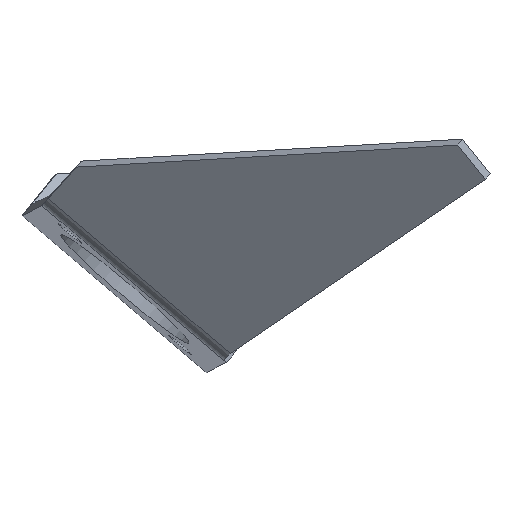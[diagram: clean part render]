
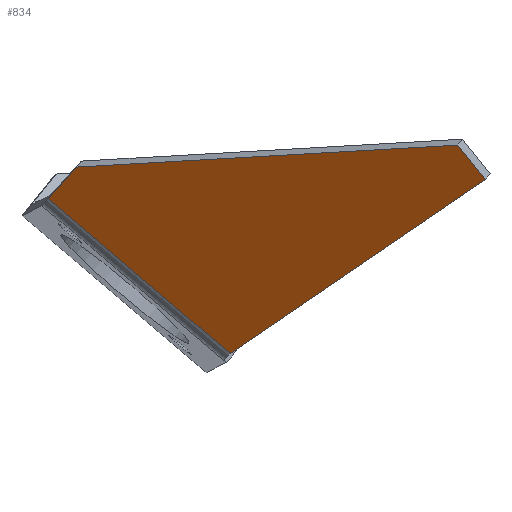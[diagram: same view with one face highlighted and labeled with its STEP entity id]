
A CAD part, left-side view. The second image highlights one B-rep face of the part: STEP entity #834.
In plain terms, the highlighted planar face has unit normal (-0.861, 0.308, -0.404).
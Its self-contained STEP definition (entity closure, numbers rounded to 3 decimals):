
#208 = CYLINDRICAL_SURFACE('',#209,6.5);
#209 = AXIS2_PLACEMENT_3D('',#210,#211,#212);
#210 = CARTESIAN_POINT('',(-44.041,-13.848,
    -30.087));
#211 = DIRECTION('',(0.032,-0.761,-0.648)
  );
#212 = DIRECTION('',(-0.861,0.308,-0.404));
#597 = VERTEX_POINT('',#598);
#598 = CARTESIAN_POINT('',(-49.636,-11.845,
    -32.72));
#616 = PLANE('',#617);
#617 = AXIS2_PLACEMENT_3D('',#618,#619,#620);
#618 = CARTESIAN_POINT('',(-76.799,-55.835,
    -2.218));
#619 = DIRECTION('',(0.141,-0.621,-0.771));
#620 = DIRECTION('',(0.489,0.721,-0.492));
#730 = EDGE_CURVE('',#731,#597,#733,.T.);
#731 = VERTEX_POINT('',#732);
#732 = CARTESIAN_POINT('',(-52.22,49.709,
    19.681));
#733 = SURFACE_CURVE('',#734,(#738,#767),.PCURVE_S1.);
#734 = LINE('',#735,#736);
#735 = CARTESIAN_POINT('',(-52.22,49.709,
    19.681));
#736 = VECTOR('',#737,1.);
#737 = DIRECTION('',(0.032,-0.761,-0.648)
  );
#738 = PCURVE('',#208,#739);
#739 = DEFINITIONAL_REPRESENTATION('',(#740),#766);
#740 = B_SPLINE_CURVE_WITH_KNOTS('',3,(#741,#742,#743,#744,#745,#746,
    #747,#748,#749,#750,#751,#752,#753,#754,#755,#756,#757,#758,#759,
    #760,#761,#762,#763,#764,#765),.UNSPECIFIED.,.F.,.F.,(4,1,1,1,1,1,1,
    1,1,1,1,1,1,1,1,1,1,1,1,1,1,1,4),(0.,3.676,
    7.353,11.029,14.705,18.382,
    22.058,25.734,29.411,33.087,
    36.763,40.44,44.116,47.792,
    51.469,55.145,58.821,62.497,
    66.174,69.85,73.526,77.203,
    80.879),.QUASI_UNIFORM_KNOTS.);
#741 = CARTESIAN_POINT('',(0.,-80.876));
#742 = CARTESIAN_POINT('',(0.,-79.651));
#743 = CARTESIAN_POINT('',(0.,-77.2));
#744 = CARTESIAN_POINT('',(0.,-73.524));
#745 = CARTESIAN_POINT('',(0.,-69.848));
#746 = CARTESIAN_POINT('',(0.,-66.171));
#747 = CARTESIAN_POINT('',(0.001,-62.495));
#748 = CARTESIAN_POINT('',(0.001,-58.819));
#749 = CARTESIAN_POINT('',(0.001,-55.142));
#750 = CARTESIAN_POINT('',(0.001,-51.466));
#751 = CARTESIAN_POINT('',(0.001,-47.79));
#752 = CARTESIAN_POINT('',(0.001,-44.113));
#753 = CARTESIAN_POINT('',(0.001,-40.437));
#754 = CARTESIAN_POINT('',(0.001,-36.761));
#755 = CARTESIAN_POINT('',(0.001,-33.084));
#756 = CARTESIAN_POINT('',(0.001,-29.408));
#757 = CARTESIAN_POINT('',(0.001,-25.732));
#758 = CARTESIAN_POINT('',(0.001,-22.055));
#759 = CARTESIAN_POINT('',(0.001,-18.379));
#760 = CARTESIAN_POINT('',(0.001,-14.703));
#761 = CARTESIAN_POINT('',(0.001,-11.026));
#762 = CARTESIAN_POINT('',(0.001,-7.35));
#763 = CARTESIAN_POINT('',(0.001,-3.674));
#764 = CARTESIAN_POINT('',(0.001,-1.223));
#765 = CARTESIAN_POINT('',(0.001,0.003));
#766 = ( GEOMETRIC_REPRESENTATION_CONTEXT(2) 
PARAMETRIC_REPRESENTATION_CONTEXT() REPRESENTATION_CONTEXT('2D SPACE',''
  ) );
#767 = PCURVE('',#768,#773);
#768 = PLANE('',#769);
#769 = AXIS2_PLACEMENT_3D('',#770,#771,#772);
#770 = CARTESIAN_POINT('',(-49.882,36.81,
    4.876));
#771 = DIRECTION('',(0.861,-0.308,0.404));
#772 = DIRECTION('',(-0.032,0.761,0.648)
  );
#773 = DEFINITIONAL_REPRESENTATION('',(#774),#778);
#774 = LINE('',#775,#776);
#775 = CARTESIAN_POINT('',(19.483,3.381));
#776 = VECTOR('',#777,1.);
#777 = DIRECTION('',(-1.,0.));
#778 = ( GEOMETRIC_REPRESENTATION_CONTEXT(2) 
PARAMETRIC_REPRESENTATION_CONTEXT() REPRESENTATION_CONTEXT('2D SPACE',''
  ) );
#834 = ADVANCED_FACE('',(#835),#768,.F.);
#835 = FACE_BOUND('',#836,.T.);
#836 = EDGE_LOOP('',(#837,#865,#866,#889,#917));
#837 = ORIENTED_EDGE('',*,*,#838,.F.);
#838 = EDGE_CURVE('',#731,#839,#841,.T.);
#839 = VERTEX_POINT('',#840);
#840 = CARTESIAN_POINT('',(-60.653,40.222,
    30.409));
#841 = SURFACE_CURVE('',#842,(#846,#853),.PCURVE_S1.);
#842 = LINE('',#843,#844);
#843 = CARTESIAN_POINT('',(-53.471,48.301,
    21.273));
#844 = VECTOR('',#845,1.);
#845 = DIRECTION('',(-0.507,-0.571,0.646));
#846 = PCURVE('',#768,#847);
#847 = DEFINITIONAL_REPRESENTATION('',(#848),#852);
#848 = LINE('',#849,#850);
#849 = CARTESIAN_POINT('',(19.483,5.846));
#850 = VECTOR('',#851,1.);
#851 = DIRECTION('',(0.,1.));
#852 = ( GEOMETRIC_REPRESENTATION_CONTEXT(2) 
PARAMETRIC_REPRESENTATION_CONTEXT() REPRESENTATION_CONTEXT('2D SPACE',''
  ) );
#853 = PCURVE('',#854,#859);
#854 = PLANE('',#855);
#855 = AXIS2_PLACEMENT_3D('',#856,#857,#858);
#856 = CARTESIAN_POINT('',(-54.284,44.194,26.057
    ));
#857 = DIRECTION('',(0.032,-0.761,-0.648)
  );
#858 = DIRECTION('',(-0.507,-0.571,0.646));
#859 = DEFINITIONAL_REPRESENTATION('',(#860),#864);
#860 = LINE('',#861,#862);
#861 = CARTESIAN_POINT('',(-5.846,2.5));
#862 = VECTOR('',#863,1.);
#863 = DIRECTION('',(1.,0.));
#864 = ( GEOMETRIC_REPRESENTATION_CONTEXT(2) 
PARAMETRIC_REPRESENTATION_CONTEXT() REPRESENTATION_CONTEXT('2D SPACE',''
  ) );
#865 = ORIENTED_EDGE('',*,*,#730,.T.);
#866 = ORIENTED_EDGE('',*,*,#867,.F.);
#867 = EDGE_CURVE('',#868,#597,#870,.T.);
#868 = VERTEX_POINT('',#869);
#869 = CARTESIAN_POINT('',(-108.274,-98.297,
    26.268));
#870 = SURFACE_CURVE('',#871,(#875,#882),.PCURVE_S1.);
#871 = LINE('',#872,#873);
#872 = CARTESIAN_POINT('',(-60.272,-27.528,
    -22.022));
#873 = VECTOR('',#874,1.);
#874 = DIRECTION('',(0.489,0.721,-0.492));
#875 = PCURVE('',#768,#876);
#876 = DEFINITIONAL_REPRESENTATION('',(#877),#881);
#877 = LINE('',#878,#879);
#878 = CARTESIAN_POINT('',(-66.061,24.634));
#879 = VECTOR('',#880,1.);
#880 = DIRECTION('',(0.214,-0.977));
#881 = ( GEOMETRIC_REPRESENTATION_CONTEXT(2) 
PARAMETRIC_REPRESENTATION_CONTEXT() REPRESENTATION_CONTEXT('2D SPACE',''
  ) );
#882 = PCURVE('',#616,#883);
#883 = DEFINITIONAL_REPRESENTATION('',(#884),#888);
#884 = LINE('',#885,#886);
#885 = CARTESIAN_POINT('',(38.215,-2.5));
#886 = VECTOR('',#887,1.);
#887 = DIRECTION('',(1.,0.));
#888 = ( GEOMETRIC_REPRESENTATION_CONTEXT(2) 
PARAMETRIC_REPRESENTATION_CONTEXT() REPRESENTATION_CONTEXT('2D SPACE',''
  ) );
#889 = ORIENTED_EDGE('',*,*,#890,.F.);
#890 = EDGE_CURVE('',#891,#868,#893,.T.);
#891 = VERTEX_POINT('',#892);
#892 = CARTESIAN_POINT('',(-110.373,-88.979,
    37.837));
#893 = SURFACE_CURVE('',#894,(#898,#905),.PCURVE_S1.);
#894 = LINE('',#895,#896);
#895 = CARTESIAN_POINT('',(-112.944,-77.565,
    52.007));
#896 = VECTOR('',#897,1.);
#897 = DIRECTION('',(0.14,-0.621,-0.771));
#898 = PCURVE('',#768,#899);
#899 = DEFINITIONAL_REPRESENTATION('',(#900),#904);
#900 = LINE('',#901,#902);
#901 = CARTESIAN_POINT('',(-54.498,127.71));
#902 = VECTOR('',#903,1.);
#903 = DIRECTION('',(-0.977,-0.214));
#904 = ( GEOMETRIC_REPRESENTATION_CONTEXT(2) 
PARAMETRIC_REPRESENTATION_CONTEXT() REPRESENTATION_CONTEXT('2D SPACE',''
  ) );
#905 = PCURVE('',#906,#911);
#906 = PLANE('',#907);
#907 = AXIS2_PLACEMENT_3D('',#908,#909,#910);
#908 = CARTESIAN_POINT('',(-107.171,-94.408,
    33.064));
#909 = DIRECTION('',(0.489,0.721,-0.492));
#910 = DIRECTION('',(0.14,-0.621,-0.771));
#911 = DEFINITIONAL_REPRESENTATION('',(#912),#916);
#912 = LINE('',#913,#914);
#913 = CARTESIAN_POINT('',(-25.876,2.5));
#914 = VECTOR('',#915,1.);
#915 = DIRECTION('',(1.,0.));
#916 = ( GEOMETRIC_REPRESENTATION_CONTEXT(2) 
PARAMETRIC_REPRESENTATION_CONTEXT() REPRESENTATION_CONTEXT('2D SPACE',''
  ) );
#917 = ORIENTED_EDGE('',*,*,#918,.F.);
#918 = EDGE_CURVE('',#839,#891,#919,.T.);
#919 = SURFACE_CURVE('',#920,(#924,#931),.PCURVE_S1.);
#920 = LINE('',#921,#922);
#921 = CARTESIAN_POINT('',(-60.653,40.222,
    30.409));
#922 = VECTOR('',#923,1.);
#923 = DIRECTION('',(-0.359,-0.932,0.054)
  );
#924 = PCURVE('',#768,#925);
#925 = DEFINITIONAL_REPRESENTATION('',(#926),#930);
#926 = LINE('',#927,#928);
#927 = CARTESIAN_POINT('',(19.483,20.));
#928 = VECTOR('',#929,1.);
#929 = DIRECTION('',(-0.663,0.749));
#930 = ( GEOMETRIC_REPRESENTATION_CONTEXT(2) 
PARAMETRIC_REPRESENTATION_CONTEXT() REPRESENTATION_CONTEXT('2D SPACE',''
  ) );
#931 = PCURVE('',#932,#937);
#932 = PLANE('',#933);
#933 = AXIS2_PLACEMENT_3D('',#934,#935,#936);
#934 = CARTESIAN_POINT('',(-83.36,-25.149,
    35.134));
#935 = DIRECTION('',(0.36,-0.191,-0.913));
#936 = DIRECTION('',(-0.359,-0.932,0.054)
  );
#937 = DEFINITIONAL_REPRESENTATION('',(#938),#942);
#938 = LINE('',#939,#940);
#939 = CARTESIAN_POINT('',(-69.318,2.5));
#940 = VECTOR('',#941,1.);
#941 = DIRECTION('',(1.,0.));
#942 = ( GEOMETRIC_REPRESENTATION_CONTEXT(2) 
PARAMETRIC_REPRESENTATION_CONTEXT() REPRESENTATION_CONTEXT('2D SPACE',''
  ) );
